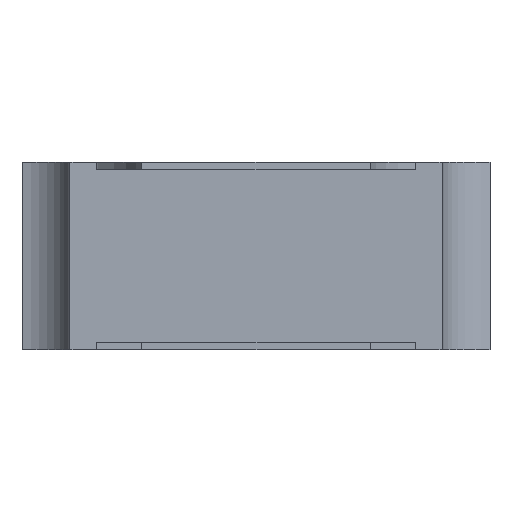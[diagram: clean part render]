
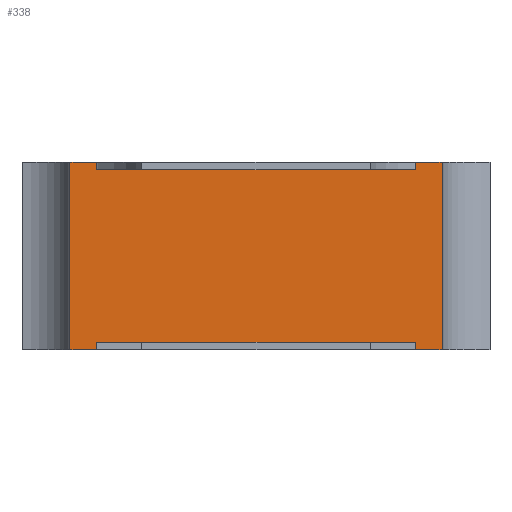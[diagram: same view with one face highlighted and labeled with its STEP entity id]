
A CAD part, front view. The second image highlights one B-rep face of the part: STEP entity #338.
In plain terms, the highlighted planar face has unit normal (0, -1, 0).
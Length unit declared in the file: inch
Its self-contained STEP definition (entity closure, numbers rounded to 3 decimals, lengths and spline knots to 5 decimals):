
#46 = EDGE_CURVE ( 'NONE', #901, #578, #1184, .T. ) ;
#58 = DIRECTION ( 'NONE',  ( -1., 0., 0. ) ) ;
#76 = VERTEX_POINT ( 'NONE', #983 ) ;
#100 = ORIENTED_EDGE ( 'NONE', *, *, #46, .F. ) ;
#104 = LINE ( 'NONE', #1612, #1561 ) ;
#111 = EDGE_CURVE ( 'NONE', #1483, #2442, #2080, .T. ) ;
#119 = VECTOR ( 'NONE', #443, 39.37008 ) ;
#125 = LINE ( 'NONE', #1642, #1461 ) ;
#152 = VECTOR ( 'NONE', #836, 39.37008 ) ;
#164 = ORIENTED_EDGE ( 'NONE', *, *, #1874, .F. ) ;
#181 = CARTESIAN_POINT ( 'NONE',  ( -0.0425, -0.05, 0.048 ) ) ;
#215 = VERTEX_POINT ( 'NONE', #2253 ) ;
#226 = CARTESIAN_POINT ( 'NONE',  ( 0.0497, -0.05, 0.05 ) ) ;
#306 = ORIENTED_EDGE ( 'NONE', *, *, #111, .T. ) ;
#338 = ADVANCED_FACE ( 'NONE', ( #2029 ), #1088, .F. ) ;
#346 = VECTOR ( 'NONE', #1710, 39.37008 ) ;
#443 = DIRECTION ( 'NONE',  ( 0., 0., -1. ) ) ;
#462 = CARTESIAN_POINT ( 'NONE',  ( 0.0425, -0.05, 0.002 ) ) ;
#478 = ORIENTED_EDGE ( 'NONE', *, *, #488, .F. ) ;
#480 = LINE ( 'NONE', #2159, #152 ) ;
#488 = EDGE_CURVE ( 'NONE', #538, #1477, #1364, .T. ) ;
#538 = VERTEX_POINT ( 'NONE', #2186 ) ;
#564 = ORIENTED_EDGE ( 'NONE', *, *, #1621, .T. ) ;
#571 = EDGE_CURVE ( 'NONE', #901, #1477, #2319, .T. ) ;
#574 = CARTESIAN_POINT ( 'NONE',  ( 0.0425, -0.05, 0. ) ) ;
#578 = VERTEX_POINT ( 'NONE', #1816 ) ;
#612 = CARTESIAN_POINT ( 'NONE',  ( 0.0425, -0.05, 0.002 ) ) ;
#630 = CARTESIAN_POINT ( 'NONE',  ( 0.0497, -0.05, 0.002 ) ) ;
#631 = EDGE_CURVE ( 'NONE', #1269, #76, #125, .T. ) ;
#641 = CARTESIAN_POINT ( 'NONE',  ( -0.0425, -0.05, 0.002 ) ) ;
#667 = CARTESIAN_POINT ( 'NONE',  ( -0.0425, -0.05, 0. ) ) ;
#696 = DIRECTION ( 'NONE',  ( 0., 0., 1. ) ) ;
#721 = DIRECTION ( 'NONE',  ( 0., 0., 1. ) ) ;
#782 = VECTOR ( 'NONE', #1579, 39.37008 ) ;
#797 = ORIENTED_EDGE ( 'NONE', *, *, #1327, .T. ) ;
#832 = VECTOR ( 'NONE', #1393, 39.37008 ) ;
#836 = DIRECTION ( 'NONE',  ( 1., 0., 0. ) ) ;
#901 = VERTEX_POINT ( 'NONE', #226 ) ;
#911 = ORIENTED_EDGE ( 'NONE', *, *, #631, .T. ) ;
#934 = CARTESIAN_POINT ( 'NONE',  ( 0.0497, -0.05, 0. ) ) ;
#983 = CARTESIAN_POINT ( 'NONE',  ( -0.0497, -0.05, 0. ) ) ;
#1005 = LINE ( 'NONE', #1766, #782 ) ;
#1014 = EDGE_CURVE ( 'NONE', #215, #2007, #480, .T. ) ;
#1060 = DIRECTION ( 'NONE',  ( -1., 0., 0. ) ) ;
#1067 = CARTESIAN_POINT ( 'NONE',  ( -0.0497, -0.05, 0.05 ) ) ;
#1088 = PLANE ( 'NONE',  #1774 ) ;
#1184 = LINE ( 'NONE', #630, #119 ) ;
#1253 = CARTESIAN_POINT ( 'NONE',  ( 0.065, -0.05, 0.05 ) ) ;
#1269 = VERTEX_POINT ( 'NONE', #1067 ) ;
#1271 = CARTESIAN_POINT ( 'NONE',  ( -0.0425, -0.05, 0.05 ) ) ;
#1308 = VECTOR ( 'NONE', #1060, 39.37008 ) ;
#1327 = EDGE_CURVE ( 'NONE', #76, #1946, #1340, .T. ) ;
#1340 = LINE ( 'NONE', #934, #2168 ) ;
#1348 = EDGE_CURVE ( 'NONE', #2007, #2181, #1368, .T. ) ;
#1364 = LINE ( 'NONE', #2117, #1387 ) ;
#1368 = LINE ( 'NONE', #612, #346 ) ;
#1387 = VECTOR ( 'NONE', #2443, 39.37008 ) ;
#1393 = DIRECTION ( 'NONE',  ( 0., 0., -1. ) ) ;
#1461 = VECTOR ( 'NONE', #1464, 39.37008 ) ;
#1464 = DIRECTION ( 'NONE',  ( 0., 0., -1. ) ) ;
#1477 = VERTEX_POINT ( 'NONE', #1599 ) ;
#1483 = VERTEX_POINT ( 'NONE', #1777 ) ;
#1491 = DIRECTION ( 'NONE',  ( 0., 1., 0. ) ) ;
#1554 = EDGE_CURVE ( 'NONE', #2181, #578, #1005, .T. ) ;
#1561 = VECTOR ( 'NONE', #58, 39.37008 ) ;
#1575 = LINE ( 'NONE', #641, #832 ) ;
#1579 = DIRECTION ( 'NONE',  ( 1., 0., 0. ) ) ;
#1599 = CARTESIAN_POINT ( 'NONE',  ( 0.0425, -0.05, 0.05 ) ) ;
#1612 = CARTESIAN_POINT ( 'NONE',  ( 0.065, -0.05, 0.048 ) ) ;
#1621 = EDGE_CURVE ( 'NONE', #2442, #1269, #1821, .T. ) ;
#1642 = CARTESIAN_POINT ( 'NONE',  ( -0.0497, -0.05, 0.002 ) ) ;
#1663 = CARTESIAN_POINT ( 'NONE',  ( 0.0497, -0.05, 0.002 ) ) ;
#1710 = DIRECTION ( 'NONE',  ( 0., 0., -1. ) ) ;
#1712 = ORIENTED_EDGE ( 'NONE', *, *, #1348, .T. ) ;
#1741 = EDGE_CURVE ( 'NONE', #538, #1483, #104, .T. ) ;
#1766 = CARTESIAN_POINT ( 'NONE',  ( 0.0497, -0.05, 0. ) ) ;
#1774 = AXIS2_PLACEMENT_3D ( 'NONE', #1663, #1491, #721 ) ;
#1777 = CARTESIAN_POINT ( 'NONE',  ( -0.0425, -0.05, 0.048 ) ) ;
#1816 = CARTESIAN_POINT ( 'NONE',  ( 0.0497, -0.05, 0. ) ) ;
#1821 = LINE ( 'NONE', #1253, #1879 ) ;
#1874 = EDGE_CURVE ( 'NONE', #215, #1946, #1575, .T. ) ;
#1879 = VECTOR ( 'NONE', #2364, 39.37008 ) ;
#1884 = DIRECTION ( 'NONE',  ( 1., 0., 0. ) ) ;
#1946 = VERTEX_POINT ( 'NONE', #667 ) ;
#2007 = VERTEX_POINT ( 'NONE', #462 ) ;
#2011 = ORIENTED_EDGE ( 'NONE', *, *, #571, .T. ) ;
#2020 = ORIENTED_EDGE ( 'NONE', *, *, #1554, .T. ) ;
#2029 = FACE_OUTER_BOUND ( 'NONE', #2146, .T. ) ;
#2067 = ORIENTED_EDGE ( 'NONE', *, *, #1014, .T. ) ;
#2080 = LINE ( 'NONE', #181, #2362 ) ;
#2112 = ORIENTED_EDGE ( 'NONE', *, *, #1741, .T. ) ;
#2117 = CARTESIAN_POINT ( 'NONE',  ( 0.0425, -0.05, 0.048 ) ) ;
#2146 = EDGE_LOOP ( 'NONE', ( #478, #2112, #306, #564, #911, #797, #164, #2067, #1712, #2020, #100, #2011 ) ) ;
#2159 = CARTESIAN_POINT ( 'NONE',  ( 0.0425, -0.05, 0.002 ) ) ;
#2168 = VECTOR ( 'NONE', #1884, 39.37008 ) ;
#2181 = VERTEX_POINT ( 'NONE', #574 ) ;
#2186 = CARTESIAN_POINT ( 'NONE',  ( 0.0425, -0.05, 0.048 ) ) ;
#2253 = CARTESIAN_POINT ( 'NONE',  ( -0.0425, -0.05, 0.002 ) ) ;
#2319 = LINE ( 'NONE', #2384, #1308 ) ;
#2362 = VECTOR ( 'NONE', #696, 39.37008 ) ;
#2364 = DIRECTION ( 'NONE',  ( -1., 0., 0. ) ) ;
#2384 = CARTESIAN_POINT ( 'NONE',  ( 0.065, -0.05, 0.05 ) ) ;
#2442 = VERTEX_POINT ( 'NONE', #1271 ) ;
#2443 = DIRECTION ( 'NONE',  ( 0., 0., 1. ) ) ;
